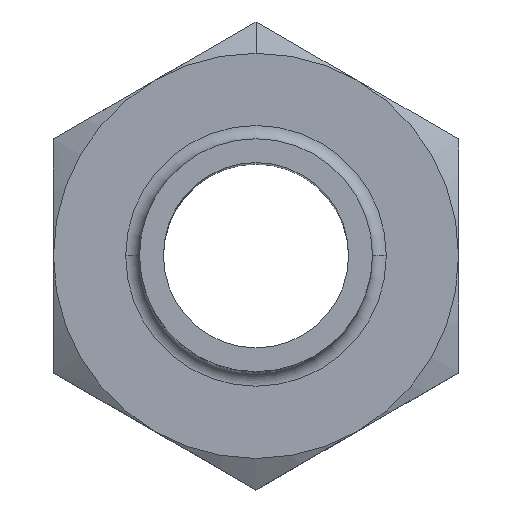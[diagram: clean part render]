
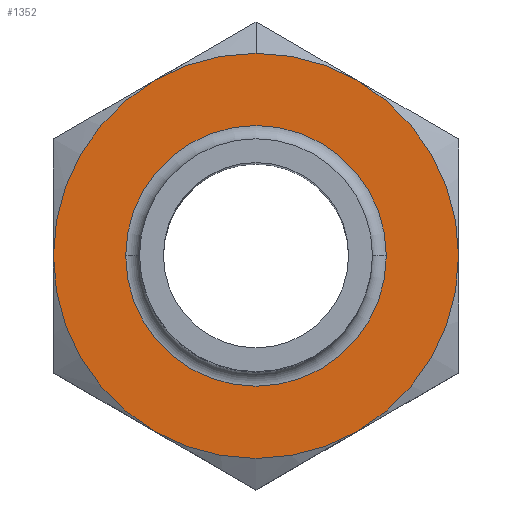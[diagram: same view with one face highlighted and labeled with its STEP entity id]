
A CAD part, top view. The second image highlights one B-rep face of the part: STEP entity #1352.
In plain terms, the highlighted planar face has unit normal (0, 0, 1).
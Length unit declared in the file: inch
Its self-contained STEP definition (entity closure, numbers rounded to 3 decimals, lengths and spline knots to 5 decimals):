
#29 = AXIS2_PLACEMENT_3D ( 'NONE', #3704, #8653, #4420 ) ;
#36 = ORIENTED_EDGE ( 'NONE', *, *, #1642, .T. ) ;
#410 = DIRECTION ( 'NONE',  ( 0., 0., 1. ) ) ;
#502 = CARTESIAN_POINT ( 'NONE',  ( 0.21875, 0.37889, 1.171 ) ) ;
#715 = DIRECTION ( 'NONE',  ( 1., 0., 0. ) ) ;
#775 = CARTESIAN_POINT ( 'NONE',  ( 0., 0.4375, 1.171 ) ) ;
#889 = EDGE_CURVE ( 'NONE', #7513, #9007, #6484, .T. ) ;
#1200 = CARTESIAN_POINT ( 'NONE',  ( 0., 0., 1.171 ) ) ;
#1239 = FACE_BOUND ( 'NONE', #4678, .T. ) ;
#1352 = ADVANCED_FACE ( 'NONE', ( #1239, #5278 ), #8074, .T. ) ;
#1387 = CARTESIAN_POINT ( 'NONE',  ( 0.2815, 0., 1.171 ) ) ;
#1432 = EDGE_CURVE ( 'NONE', #9007, #7513, #8477, .T. ) ;
#1554 = ORIENTED_EDGE ( 'NONE', *, *, #3192, .T. ) ;
#1621 = CIRCLE ( 'NONE', #6025, 0.4375 ) ;
#1642 = EDGE_CURVE ( 'NONE', #3636, #8133, #6600, .T. ) ;
#1867 = ORIENTED_EDGE ( 'NONE', *, *, #3055, .T. ) ;
#1934 = DIRECTION ( 'NONE',  ( 0., 0., 1. ) ) ;
#2062 = ORIENTED_EDGE ( 'NONE', *, *, #4628, .T. ) ;
#2098 = DIRECTION ( 'NONE',  ( 0., 0., -1. ) ) ;
#2103 = ORIENTED_EDGE ( 'NONE', *, *, #889, .T. ) ;
#2373 = EDGE_CURVE ( 'NONE', #3328, #6278, #2818, .T. ) ;
#2380 = CIRCLE ( 'NONE', #5426, 0.4375 ) ;
#2426 = DIRECTION ( 'NONE',  ( 0., 0., -1. ) ) ;
#2485 = CARTESIAN_POINT ( 'NONE',  ( 0.4375, 0., 1.171 ) ) ;
#2547 = VERTEX_POINT ( 'NONE', #8412 ) ;
#2632 = AXIS2_PLACEMENT_3D ( 'NONE', #4219, #2098, #2826 ) ;
#2818 = CIRCLE ( 'NONE', #8328, 0.4375 ) ;
#2826 = DIRECTION ( 'NONE',  ( 1., 0., 0. ) ) ;
#2866 = AXIS2_PLACEMENT_3D ( 'NONE', #9232, #4417, #715 ) ;
#2932 = AXIS2_PLACEMENT_3D ( 'NONE', #6755, #7410, #4564 ) ;
#3055 = EDGE_CURVE ( 'NONE', #6127, #2547, #6926, .T. ) ;
#3078 = DIRECTION ( 'NONE',  ( 0., 1., 0. ) ) ;
#3136 = CARTESIAN_POINT ( 'NONE',  ( 0., 0., 1.171 ) ) ;
#3192 = EDGE_CURVE ( 'NONE', #2547, #4801, #5704, .T. ) ;
#3328 = VERTEX_POINT ( 'NONE', #502 ) ;
#3636 = VERTEX_POINT ( 'NONE', #7118 ) ;
#3660 = DIRECTION ( 'NONE',  ( 0., 0., 1. ) ) ;
#3704 = CARTESIAN_POINT ( 'NONE',  ( 0., 0., 1.171 ) ) ;
#4117 = EDGE_LOOP ( 'NONE', ( #1554, #7330, #5565, #2062, #36, #4367, #1867 ) ) ;
#4146 = CARTESIAN_POINT ( 'NONE',  ( -0.2815, 0., 1.171 ) ) ;
#4219 = CARTESIAN_POINT ( 'NONE',  ( 0., 0., 1.171 ) ) ;
#4243 = EDGE_CURVE ( 'NONE', #8133, #6127, #2380, .T. ) ;
#4360 = AXIS2_PLACEMENT_3D ( 'NONE', #7273, #8777, #4556 ) ;
#4367 = ORIENTED_EDGE ( 'NONE', *, *, #4243, .T. ) ;
#4417 = DIRECTION ( 'NONE',  ( 0., 0., 1. ) ) ;
#4420 = DIRECTION ( 'NONE',  ( 1., 0., 0. ) ) ;
#4556 = DIRECTION ( 'NONE',  ( 1., 0., 0. ) ) ;
#4564 = DIRECTION ( 'NONE',  ( 1., 0., 0. ) ) ;
#4575 = DIRECTION ( 'NONE',  ( 1., 0., 0. ) ) ;
#4628 = EDGE_CURVE ( 'NONE', #6278, #3636, #7488, .T. ) ;
#4678 = EDGE_LOOP ( 'NONE', ( #5923, #2103 ) ) ;
#4801 = VERTEX_POINT ( 'NONE', #2485 ) ;
#4843 = AXIS2_PLACEMENT_3D ( 'NONE', #6782, #410, #5421 ) ;
#5278 = FACE_OUTER_BOUND ( 'NONE', #4117, .T. ) ;
#5421 = DIRECTION ( 'NONE',  ( 1., 0., 0. ) ) ;
#5426 = AXIS2_PLACEMENT_3D ( 'NONE', #6448, #3660, #7169 ) ;
#5459 = CARTESIAN_POINT ( 'NONE',  ( -0.4375, 0., 1.171 ) ) ;
#5565 = ORIENTED_EDGE ( 'NONE', *, *, #2373, .T. ) ;
#5704 = CIRCLE ( 'NONE', #4843, 0.4375 ) ;
#5923 = ORIENTED_EDGE ( 'NONE', *, *, #1432, .T. ) ;
#6025 = AXIS2_PLACEMENT_3D ( 'NONE', #7332, #2426, #3078 ) ;
#6127 = VERTEX_POINT ( 'NONE', #8615 ) ;
#6191 = DIRECTION ( 'NONE',  ( 1., 0., 0. ) ) ;
#6278 = VERTEX_POINT ( 'NONE', #775 ) ;
#6351 = EDGE_CURVE ( 'NONE', #3328, #4801, #1621, .T. ) ;
#6448 = CARTESIAN_POINT ( 'NONE',  ( 0., 0., 1.171 ) ) ;
#6484 = CIRCLE ( 'NONE', #29, 0.2815 ) ;
#6600 = CIRCLE ( 'NONE', #9146, 0.4375 ) ;
#6755 = CARTESIAN_POINT ( 'NONE',  ( 0., 0., 1.171 ) ) ;
#6782 = CARTESIAN_POINT ( 'NONE',  ( 0., 0., 1.171 ) ) ;
#6926 = CIRCLE ( 'NONE', #2932, 0.4375 ) ;
#7118 = CARTESIAN_POINT ( 'NONE',  ( -0.21875, 0.37889, 1.171 ) ) ;
#7169 = DIRECTION ( 'NONE',  ( 1., 0., 0. ) ) ;
#7273 = CARTESIAN_POINT ( 'NONE',  ( -0.2515, 0., 1.171 ) ) ;
#7330 = ORIENTED_EDGE ( 'NONE', *, *, #6351, .F. ) ;
#7332 = CARTESIAN_POINT ( 'NONE',  ( 0., 0., 1.171 ) ) ;
#7410 = DIRECTION ( 'NONE',  ( 0., 0., 1. ) ) ;
#7488 = CIRCLE ( 'NONE', #2866, 0.4375 ) ;
#7513 = VERTEX_POINT ( 'NONE', #4146 ) ;
#8074 = PLANE ( 'NONE',  #4360 ) ;
#8133 = VERTEX_POINT ( 'NONE', #5459 ) ;
#8328 = AXIS2_PLACEMENT_3D ( 'NONE', #1200, #1934, #6191 ) ;
#8412 = CARTESIAN_POINT ( 'NONE',  ( 0.21875, -0.37889, 1.171 ) ) ;
#8477 = CIRCLE ( 'NONE', #2632, 0.2815 ) ;
#8615 = CARTESIAN_POINT ( 'NONE',  ( -0.21875, -0.37889, 1.171 ) ) ;
#8653 = DIRECTION ( 'NONE',  ( 0., 0., -1. ) ) ;
#8737 = DIRECTION ( 'NONE',  ( 0., 0., 1. ) ) ;
#8777 = DIRECTION ( 'NONE',  ( 0., 0., 1. ) ) ;
#9007 = VERTEX_POINT ( 'NONE', #1387 ) ;
#9146 = AXIS2_PLACEMENT_3D ( 'NONE', #3136, #8737, #4575 ) ;
#9232 = CARTESIAN_POINT ( 'NONE',  ( 0., 0., 1.171 ) ) ;
